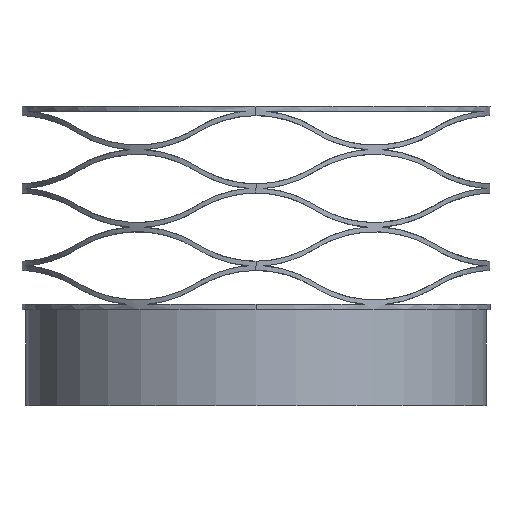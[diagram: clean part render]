
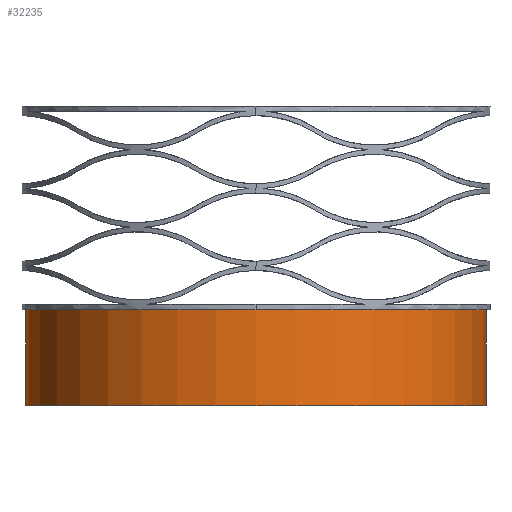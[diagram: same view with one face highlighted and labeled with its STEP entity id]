
A CAD part, front view. The second image highlights one B-rep face of the part: STEP entity #32235.
In plain terms, the highlighted cylindrical face has radius 12 mm (diameter 24 mm), a full revolution.
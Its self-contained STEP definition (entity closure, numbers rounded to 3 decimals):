
#32235 = ADVANCED_FACE('',(#32236),#32249,.T.);
#32236 = FACE_BOUND('',#32237,.T.);
#32237 = EDGE_LOOP('',(#32238,#32272,#32295,#32322));
#32238 = ORIENTED_EDGE('',*,*,#32239,.F.);
#32239 = EDGE_CURVE('',#32240,#32240,#32242,.T.);
#32240 = VERTEX_POINT('',#32241);
#32241 = CARTESIAN_POINT('',(12.,0.,5.));
#32242 = SURFACE_CURVE('',#32243,(#32248,#32260),.PCURVE_S1.);
#32243 = CIRCLE('',#32244,12.);
#32244 = AXIS2_PLACEMENT_3D('',#32245,#32246,#32247);
#32245 = CARTESIAN_POINT('',(0.,0.,5.));
#32246 = DIRECTION('',(0.,0.,1.));
#32247 = DIRECTION('',(1.,0.,0.));
#32248 = PCURVE('',#32249,#32254);
#32249 = CYLINDRICAL_SURFACE('',#32250,12.);
#32250 = AXIS2_PLACEMENT_3D('',#32251,#32252,#32253);
#32251 = CARTESIAN_POINT('',(0.,0.,0.));
#32252 = DIRECTION('',(0.,0.,1.));
#32253 = DIRECTION('',(1.,0.,0.));
#32254 = DEFINITIONAL_REPRESENTATION('',(#32255),#32259);
#32255 = LINE('',#32256,#32257);
#32256 = CARTESIAN_POINT('',(0.,5.));
#32257 = VECTOR('',#32258,1.);
#32258 = DIRECTION('',(1.,0.));
#32259 = ( GEOMETRIC_REPRESENTATION_CONTEXT(2) 
PARAMETRIC_REPRESENTATION_CONTEXT() REPRESENTATION_CONTEXT('2D SPACE',''
  ) );
#32260 = PCURVE('',#32261,#32266);
#32261 = PLANE('',#32262);
#32262 = AXIS2_PLACEMENT_3D('',#32263,#32264,#32265);
#32263 = CARTESIAN_POINT('',(0.,0.,5.));
#32264 = DIRECTION('',(0.,0.,1.));
#32265 = DIRECTION('',(1.,0.,0.));
#32266 = DEFINITIONAL_REPRESENTATION('',(#32267),#32271);
#32267 = CIRCLE('',#32268,12.);
#32268 = AXIS2_PLACEMENT_2D('',#32269,#32270);
#32269 = CARTESIAN_POINT('',(0.,0.));
#32270 = DIRECTION('',(1.,0.));
#32271 = ( GEOMETRIC_REPRESENTATION_CONTEXT(2) 
PARAMETRIC_REPRESENTATION_CONTEXT() REPRESENTATION_CONTEXT('2D SPACE',''
  ) );
#32272 = ORIENTED_EDGE('',*,*,#32273,.F.);
#32273 = EDGE_CURVE('',#32274,#32240,#32276,.T.);
#32274 = VERTEX_POINT('',#32275);
#32275 = CARTESIAN_POINT('',(12.,0.,0.));
#32276 = SEAM_CURVE('',#32277,(#32281,#32288),.PCURVE_S1.);
#32277 = LINE('',#32278,#32279);
#32278 = CARTESIAN_POINT('',(12.,0.,0.));
#32279 = VECTOR('',#32280,1.);
#32280 = DIRECTION('',(0.,0.,1.));
#32281 = PCURVE('',#32249,#32282);
#32282 = DEFINITIONAL_REPRESENTATION('',(#32283),#32287);
#32283 = LINE('',#32284,#32285);
#32284 = CARTESIAN_POINT('',(6.283,-0.));
#32285 = VECTOR('',#32286,1.);
#32286 = DIRECTION('',(0.,1.));
#32287 = ( GEOMETRIC_REPRESENTATION_CONTEXT(2) 
PARAMETRIC_REPRESENTATION_CONTEXT() REPRESENTATION_CONTEXT('2D SPACE',''
  ) );
#32288 = PCURVE('',#32249,#32289);
#32289 = DEFINITIONAL_REPRESENTATION('',(#32290),#32294);
#32290 = LINE('',#32291,#32292);
#32291 = CARTESIAN_POINT('',(0.,-0.));
#32292 = VECTOR('',#32293,1.);
#32293 = DIRECTION('',(0.,1.));
#32294 = ( GEOMETRIC_REPRESENTATION_CONTEXT(2) 
PARAMETRIC_REPRESENTATION_CONTEXT() REPRESENTATION_CONTEXT('2D SPACE',''
  ) );
#32295 = ORIENTED_EDGE('',*,*,#32296,.T.);
#32296 = EDGE_CURVE('',#32274,#32274,#32297,.T.);
#32297 = SURFACE_CURVE('',#32298,(#32303,#32310),.PCURVE_S1.);
#32298 = CIRCLE('',#32299,12.);
#32299 = AXIS2_PLACEMENT_3D('',#32300,#32301,#32302);
#32300 = CARTESIAN_POINT('',(0.,0.,0.));
#32301 = DIRECTION('',(0.,0.,1.));
#32302 = DIRECTION('',(1.,0.,0.));
#32303 = PCURVE('',#32249,#32304);
#32304 = DEFINITIONAL_REPRESENTATION('',(#32305),#32309);
#32305 = LINE('',#32306,#32307);
#32306 = CARTESIAN_POINT('',(0.,0.));
#32307 = VECTOR('',#32308,1.);
#32308 = DIRECTION('',(1.,0.));
#32309 = ( GEOMETRIC_REPRESENTATION_CONTEXT(2) 
PARAMETRIC_REPRESENTATION_CONTEXT() REPRESENTATION_CONTEXT('2D SPACE',''
  ) );
#32310 = PCURVE('',#32311,#32316);
#32311 = PLANE('',#32312);
#32312 = AXIS2_PLACEMENT_3D('',#32313,#32314,#32315);
#32313 = CARTESIAN_POINT('',(0.,0.,0.));
#32314 = DIRECTION('',(0.,0.,1.));
#32315 = DIRECTION('',(1.,0.,0.));
#32316 = DEFINITIONAL_REPRESENTATION('',(#32317),#32321);
#32317 = CIRCLE('',#32318,12.);
#32318 = AXIS2_PLACEMENT_2D('',#32319,#32320);
#32319 = CARTESIAN_POINT('',(0.,0.));
#32320 = DIRECTION('',(1.,0.));
#32321 = ( GEOMETRIC_REPRESENTATION_CONTEXT(2) 
PARAMETRIC_REPRESENTATION_CONTEXT() REPRESENTATION_CONTEXT('2D SPACE',''
  ) );
#32322 = ORIENTED_EDGE('',*,*,#32273,.T.);
